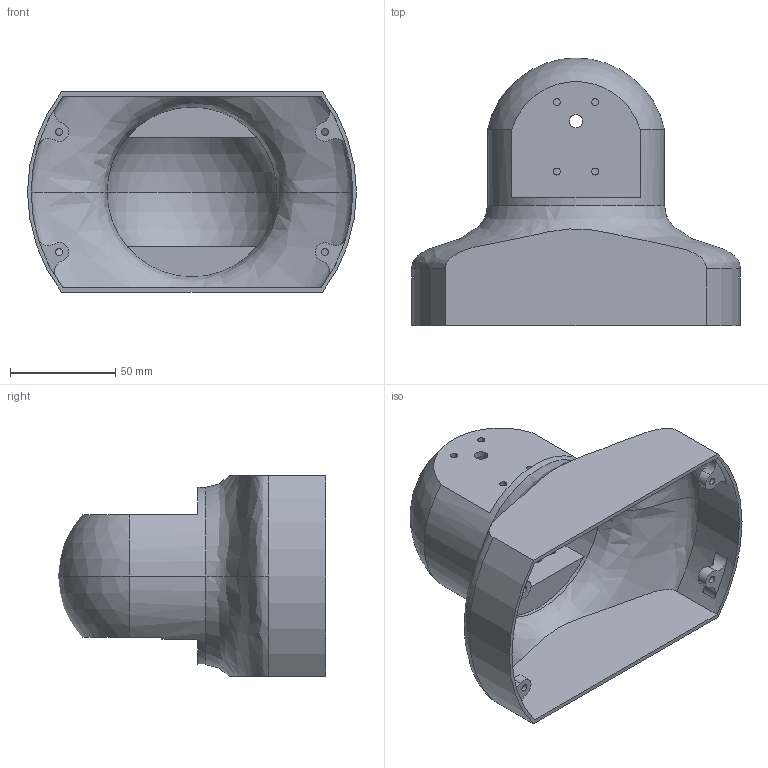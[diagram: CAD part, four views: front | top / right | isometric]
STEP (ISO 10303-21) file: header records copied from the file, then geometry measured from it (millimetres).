
FILE_DESCRIPTION (( 'STEP AP203' ), '1' );
FILE_NAME ('奻褲.STEP', '2025-05-29T03:46:07', ( '' ), ( '' ), 'SwSTEP 2.0', 'SolidWorks 2019', '' );
FILE_SCHEMA (( 'CONFIG_CONTROL_DESIGN' ));
Length unit declared in the file: millimetre
Products named in the file (1): 奻褲
Bounding box: 156 x 127 x 95 mm (x, y, z)
Volume: 91214.6 mm3; surface area: 92342.4 mm2
Topology: 1 solids, 1 shells, 145 faces, 382 edges, 252 vertices
Faces by surface type: plane 79, cylinder 54, bspline 4, sphere 4, cone 4
Entity records: 5489 total; most frequent: CARTESIAN_POINT 1678, DIRECTION 786, ORIENTED_EDGE 764, EDGE_CURVE 382, AXIS2_PLACEMENT_3D 280, VERTEX_POINT 252, VECTOR 226, LINE 226
